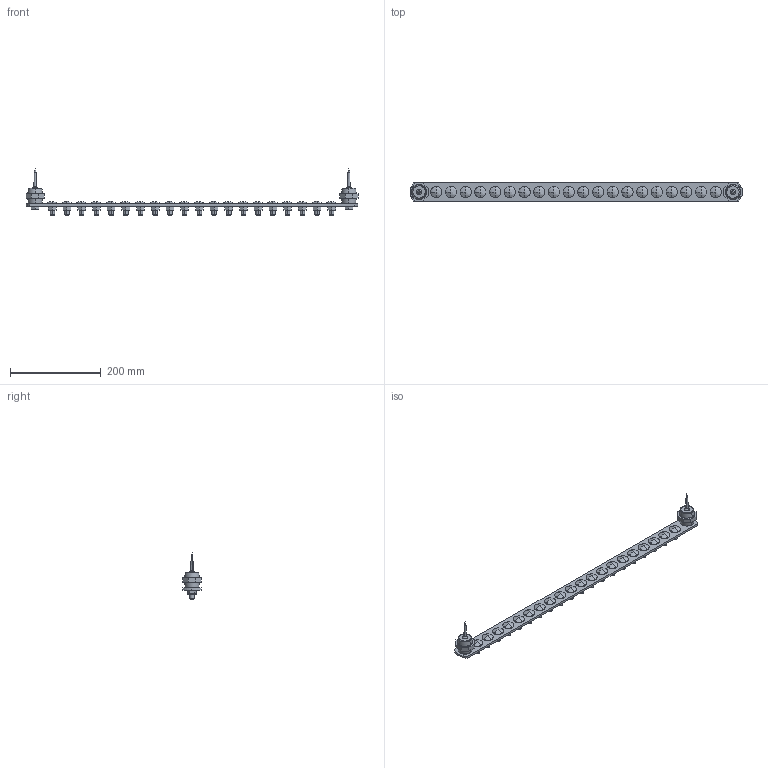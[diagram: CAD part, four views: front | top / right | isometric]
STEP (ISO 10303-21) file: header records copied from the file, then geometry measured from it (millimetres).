
FILE_DESCRIPTION(/* description */ (''),/* implementation_level */ '2;1');
FILE_NAME(/* name */ '5015849',/* time_stamp */ '2015-07-24T16:19:08+02:00',/* author */ (''),/* organization */ (''),/* preprocessor_version */ 'ST-DEVELOPER v15',/* originating_system */ '',/* authorisation */ '');
FILE_SCHEMA (('CONFIG_CONTROL_DESIGN'));
Length unit declared in the file: millimetre
Products named in the file (1): Block 01
Bounding box: 733.7 x 40.2 x 102.5 mm (x, y, z)
Volume: 314845.2 mm3; surface area: 156884.3 mm2
Topology: 69 solids, 69 shells, 1060 faces, 2456 edges, 1562 vertices
Faces by surface type: plane 534, bspline 526
Entity records: 37658 total; most frequent: CARTESIAN_POINT 22066, ORIENTED_EDGE 4784, EDGE_CURVE 2392, VERTEX_POINT 1562, B_SPLINE_CURVE_WITH_KNOTS 1404, EDGE_LOOP 1280, ADVANCED_FACE 1060, FACE_OUTER_BOUND 1060
